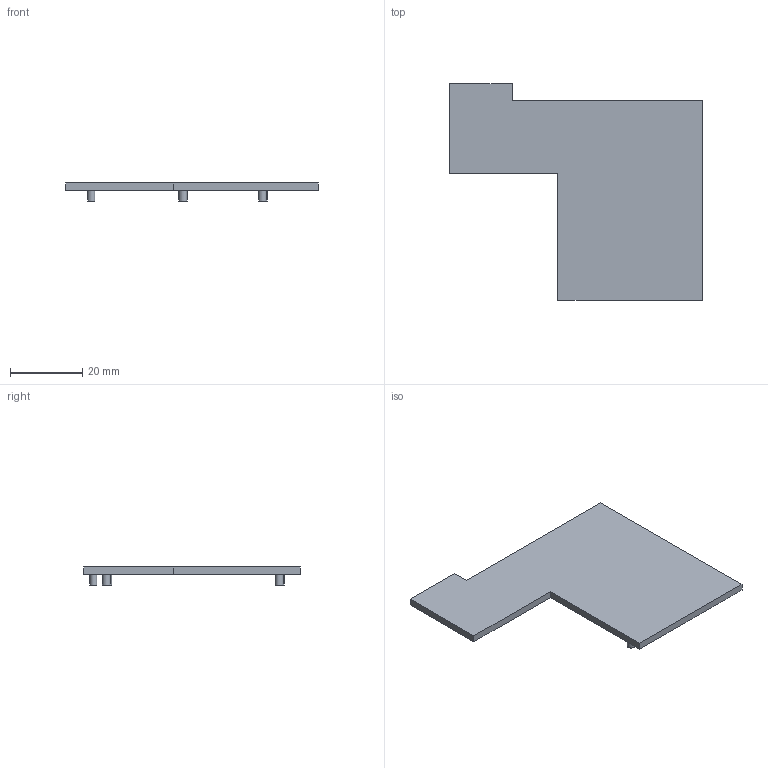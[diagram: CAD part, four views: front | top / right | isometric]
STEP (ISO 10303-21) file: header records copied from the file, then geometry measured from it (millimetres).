
FILE_DESCRIPTION(('FreeCAD Model'),'2;1');
FILE_NAME('Open CASCADE Shape Model','2024-11-03T17:31:00',('Author'),( ''),'Open CASCADE STEP processor 7.6','FreeCAD','Unknown');
FILE_SCHEMA(('AUTOMOTIVE_DESIGN { 1 0 10303 214 1 1 1 1 }'));
Length unit declared in the file: millimetre
Products named in the file (1): Body
Bounding box: 70 x 60 x 5 mm (x, y, z)
Volume: 5855.1 mm3; surface area: 6421.7 mm2
Topology: 1 solids, 1 shells, 20 faces, 39 edges, 26 vertices
Faces by surface type: plane 15, cylinder 5
Full cylindrical faces by diameter (mm): 2 x1, 2.112 x1, 2.151 x1, 2.267 x1, 2.293 x1
Entity records: 535 total; most frequent: DIRECTION 91, CARTESIAN_POINT 86, ORIENTED_EDGE 78, EDGE_CURVE 39, AXIS2_PLACEMENT_3D 31, LINE 29, VECTOR 29, VERTEX_POINT 26
